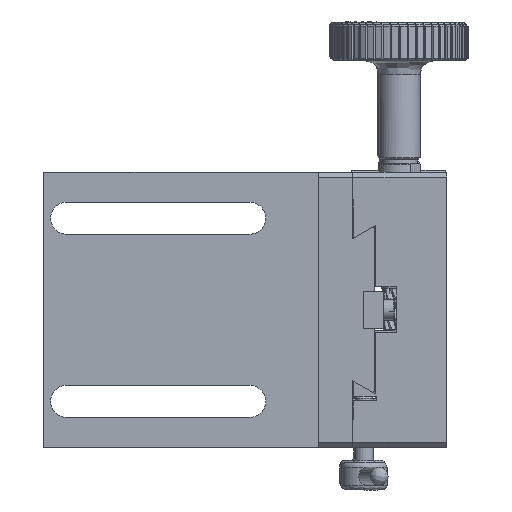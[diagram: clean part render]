
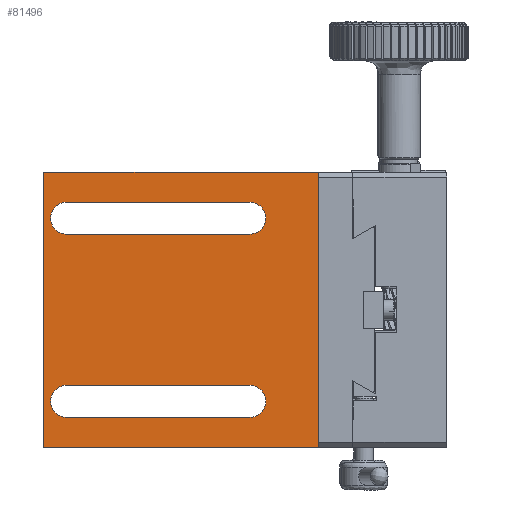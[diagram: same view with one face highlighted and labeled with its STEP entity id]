
A CAD part, front view. The second image highlights one B-rep face of the part: STEP entity #81496.
In plain terms, the highlighted planar face has unit normal (0, -1, 0).
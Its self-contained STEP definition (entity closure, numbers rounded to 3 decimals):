
#600 = VECTOR ( 'NONE', #122371, 1000. ) ;
#967 = DIRECTION ( 'NONE',  ( 0., 0., 1. ) ) ;
#2192 = EDGE_CURVE ( 'NONE', #55605, #203822, #159815, .T. ) ;
#5954 = CARTESIAN_POINT ( 'NONE',  ( -31.938, -138.428, -31.507 ) ) ;
#7316 = DIRECTION ( 'NONE',  ( 0., -1., 0. ) ) ;
#14993 = CARTESIAN_POINT ( 'NONE',  ( -76.938, -138.428, -41.507 ) ) ;
#15531 = EDGE_LOOP ( 'NONE', ( #45601, #121055, #198089, #68792 ) ) ;
#17326 = VECTOR ( 'NONE', #187155, 1000. ) ;
#19570 = AXIS2_PLACEMENT_3D ( 'NONE', #197600, #7316, #73161 ) ;
#19709 = EDGE_CURVE ( 'NONE', #199923, #81170, #70902, .T. ) ;
#19792 = AXIS2_PLACEMENT_3D ( 'NONE', #100105, #81330, #97030 ) ;
#22744 = ORIENTED_EDGE ( 'NONE', *, *, #199153, .F. ) ;
#23647 = EDGE_CURVE ( 'NONE', #64343, #185692, #108723, .T. ) ;
#23766 = EDGE_CURVE ( 'NONE', #127728, #38477, #125450, .T. ) ;
#29225 = DIRECTION ( 'NONE',  ( -1., 0., 0. ) ) ;
#31922 = EDGE_CURVE ( 'NONE', #38477, #199923, #199912, .T. ) ;
#33410 = CARTESIAN_POINT ( 'NONE',  ( -71.938, -138.428, -28.007 ) ) ;
#35999 = EDGE_CURVE ( 'NONE', #119437, #64343, #117466, .T. ) ;
#38477 = VERTEX_POINT ( 'NONE', #33410 ) ;
#45601 = ORIENTED_EDGE ( 'NONE', *, *, #81718, .F. ) ;
#45965 = CARTESIAN_POINT ( 'NONE',  ( -46.938, -138.428, -28.007 ) ) ;
#47937 = CARTESIAN_POINT ( 'NONE',  ( -46.938, -138.428, 4.993 ) ) ;
#48035 = FACE_OUTER_BOUND ( 'NONE', #174003, .T. ) ;
#51379 = EDGE_LOOP ( 'NONE', ( #22744, #108965, #64561, #188846 ) ) ;
#51589 = CARTESIAN_POINT ( 'NONE',  ( -16.938, -138.428, -41.507 ) ) ;
#55605 = VERTEX_POINT ( 'NONE', #194029 ) ;
#58496 = CIRCLE ( 'NONE', #85193, 3.5 ) ;
#62230 = VECTOR ( 'NONE', #97089, 1000. ) ;
#64343 = VERTEX_POINT ( 'NONE', #170372 ) ;
#64561 = ORIENTED_EDGE ( 'NONE', *, *, #31922, .F. ) ;
#68426 = EDGE_CURVE ( 'NONE', #185692, #141822, #172469, .T. ) ;
#68792 = ORIENTED_EDGE ( 'NONE', *, *, #158985, .F. ) ;
#70902 = LINE ( 'NONE', #196347, #73922 ) ;
#73161 = DIRECTION ( 'NONE',  ( 0., 0., 1. ) ) ;
#73922 = VECTOR ( 'NONE', #151385, 1000. ) ;
#76982 = CARTESIAN_POINT ( 'NONE',  ( -71.938, -138.428, -35.007 ) ) ;
#79404 = DIRECTION ( 'NONE',  ( 0., 1., 0. ) ) ;
#81170 = VERTEX_POINT ( 'NONE', #188197 ) ;
#81330 = DIRECTION ( 'NONE',  ( 0., -1., 0. ) ) ;
#81496 = ADVANCED_FACE ( 'NONE', ( #48035, #83501, #160942 ), #95093, .F. ) ;
#81718 = EDGE_CURVE ( 'NONE', #203822, #108569, #147826, .T. ) ;
#83501 = FACE_BOUND ( 'NONE', #51379, .T. ) ;
#85193 = AXIS2_PLACEMENT_3D ( 'NONE', #5954, #195185, #135598 ) ;
#88279 = ORIENTED_EDGE ( 'NONE', *, *, #35999, .T. ) ;
#91029 = ORIENTED_EDGE ( 'NONE', *, *, #68426, .T. ) ;
#95093 = PLANE ( 'NONE',  #184581 ) ;
#97030 = DIRECTION ( 'NONE',  ( 0., 0., 1. ) ) ;
#97089 = DIRECTION ( 'NONE',  ( -1., 0., 0. ) ) ;
#100105 = CARTESIAN_POINT ( 'NONE',  ( -71.938, -138.428, 8.493 ) ) ;
#101726 = VECTOR ( 'NONE', #157775, 1000. ) ;
#103826 = EDGE_CURVE ( 'NONE', #169873, #55605, #196819, .T. ) ;
#107654 = ORIENTED_EDGE ( 'NONE', *, *, #23647, .T. ) ;
#108569 = VERTEX_POINT ( 'NONE', #168600 ) ;
#108723 = LINE ( 'NONE', #121330, #600 ) ;
#108753 = EDGE_CURVE ( 'NONE', #119437, #141822, #152900, .T. ) ;
#108965 = ORIENTED_EDGE ( 'NONE', *, *, #19709, .F. ) ;
#113111 = VECTOR ( 'NONE', #205087, 1000. ) ;
#113168 = VECTOR ( 'NONE', #29225, 1000. ) ;
#117466 = LINE ( 'NONE', #51589, #141804 ) ;
#119437 = VERTEX_POINT ( 'NONE', #14993 ) ;
#121055 = ORIENTED_EDGE ( 'NONE', *, *, #2192, .F. ) ;
#121145 = AXIS2_PLACEMENT_3D ( 'NONE', #128537, #130581, #192303 ) ;
#121285 = CARTESIAN_POINT ( 'NONE',  ( -16.938, -138.428, 18.493 ) ) ;
#121330 = CARTESIAN_POINT ( 'NONE',  ( -16.938, -138.428, 18.493 ) ) ;
#122371 = DIRECTION ( 'NONE',  ( 0., 0., 1. ) ) ;
#125450 = LINE ( 'NONE', #45965, #17326 ) ;
#127050 = CARTESIAN_POINT ( 'NONE',  ( -76.938, -138.428, 18.493 ) ) ;
#127728 = VERTEX_POINT ( 'NONE', #153311 ) ;
#128537 = CARTESIAN_POINT ( 'NONE',  ( -31.938, -138.428, 8.493 ) ) ;
#130172 = ORIENTED_EDGE ( 'NONE', *, *, #108753, .F. ) ;
#130581 = DIRECTION ( 'NONE',  ( 0., -1., 0. ) ) ;
#131067 = DIRECTION ( 'NONE',  ( 1., 0., 0. ) ) ;
#133343 = CARTESIAN_POINT ( 'NONE',  ( -71.938, -138.428, 11.993 ) ) ;
#135598 = DIRECTION ( 'NONE',  ( 0., 0., 1. ) ) ;
#141804 = VECTOR ( 'NONE', #131067, 1000. ) ;
#141822 = VERTEX_POINT ( 'NONE', #127050 ) ;
#143122 = LINE ( 'NONE', #190184, #62230 ) ;
#143190 = CARTESIAN_POINT ( 'NONE',  ( -46.938, -138.428, -11.507 ) ) ;
#147826 = CIRCLE ( 'NONE', #121145, 3.5 ) ;
#151385 = DIRECTION ( 'NONE',  ( 1., 0., 0. ) ) ;
#152900 = LINE ( 'NONE', #171681, #113111 ) ;
#153311 = CARTESIAN_POINT ( 'NONE',  ( -31.938, -138.428, -28.007 ) ) ;
#157775 = DIRECTION ( 'NONE',  ( 1., 0., 0. ) ) ;
#158985 = EDGE_CURVE ( 'NONE', #108569, #169873, #143122, .T. ) ;
#159815 = LINE ( 'NONE', #47937, #101726 ) ;
#160942 = FACE_BOUND ( 'NONE', #15531, .T. ) ;
#168600 = CARTESIAN_POINT ( 'NONE',  ( -31.938, -138.428, 11.993 ) ) ;
#169873 = VERTEX_POINT ( 'NONE', #133343 ) ;
#170372 = CARTESIAN_POINT ( 'NONE',  ( -16.938, -138.428, -41.507 ) ) ;
#171681 = CARTESIAN_POINT ( 'NONE',  ( -76.938, -138.428, -11.507 ) ) ;
#172469 = LINE ( 'NONE', #121285, #113168 ) ;
#172651 = CARTESIAN_POINT ( 'NONE',  ( -31.938, -138.428, 4.993 ) ) ;
#174003 = EDGE_LOOP ( 'NONE', ( #91029, #130172, #88279, #107654 ) ) ;
#184581 = AXIS2_PLACEMENT_3D ( 'NONE', #143190, #79404, #967 ) ;
#185692 = VERTEX_POINT ( 'NONE', #204047 ) ;
#187155 = DIRECTION ( 'NONE',  ( -1., 0., 0. ) ) ;
#188197 = CARTESIAN_POINT ( 'NONE',  ( -31.938, -138.428, -35.007 ) ) ;
#188846 = ORIENTED_EDGE ( 'NONE', *, *, #23766, .F. ) ;
#190184 = CARTESIAN_POINT ( 'NONE',  ( -46.938, -138.428, 11.993 ) ) ;
#192303 = DIRECTION ( 'NONE',  ( 0., 0., 1. ) ) ;
#194029 = CARTESIAN_POINT ( 'NONE',  ( -71.938, -138.428, 4.993 ) ) ;
#195185 = DIRECTION ( 'NONE',  ( 0., -1., 0. ) ) ;
#196347 = CARTESIAN_POINT ( 'NONE',  ( -46.938, -138.428, -35.007 ) ) ;
#196819 = CIRCLE ( 'NONE', #19792, 3.5 ) ;
#197600 = CARTESIAN_POINT ( 'NONE',  ( -71.938, -138.428, -31.507 ) ) ;
#198089 = ORIENTED_EDGE ( 'NONE', *, *, #103826, .F. ) ;
#199153 = EDGE_CURVE ( 'NONE', #81170, #127728, #58496, .T. ) ;
#199912 = CIRCLE ( 'NONE', #19570, 3.5 ) ;
#199923 = VERTEX_POINT ( 'NONE', #76982 ) ;
#203822 = VERTEX_POINT ( 'NONE', #172651 ) ;
#204047 = CARTESIAN_POINT ( 'NONE',  ( -16.938, -138.428, 18.493 ) ) ;
#205087 = DIRECTION ( 'NONE',  ( 0., 0., 1. ) ) ;
